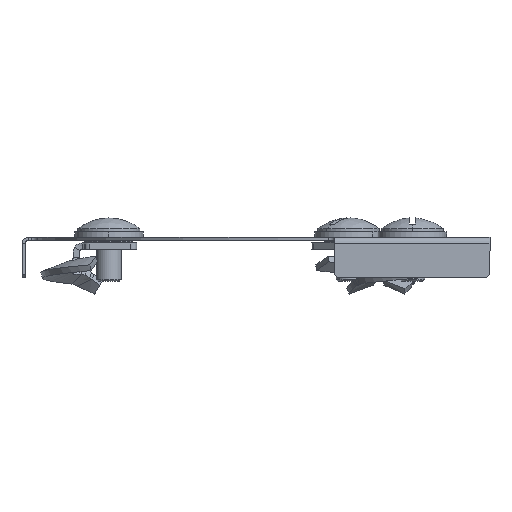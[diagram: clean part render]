
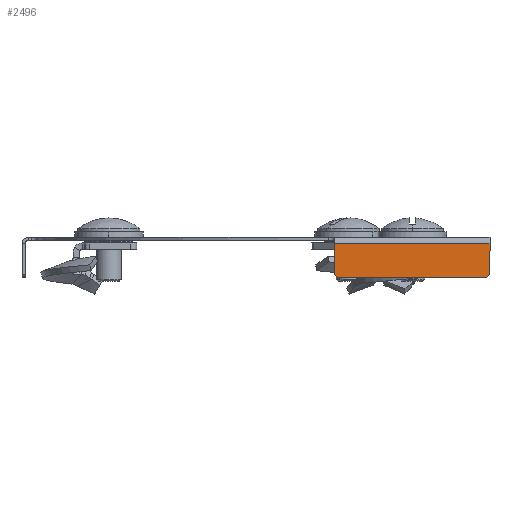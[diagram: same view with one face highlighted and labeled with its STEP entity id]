
A CAD part, left-side view. The second image highlights one B-rep face of the part: STEP entity #2496.
In plain terms, the highlighted planar face has unit normal (-1, 0, 0).
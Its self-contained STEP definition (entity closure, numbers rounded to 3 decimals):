
#87 = VECTOR ( 'NONE', #3249, 1000. ) ;
#396 = VERTEX_POINT ( 'NONE', #1528 ) ;
#529 = AXIS2_PLACEMENT_3D ( 'NONE', #1458, #3532, #3570 ) ;
#605 = DIRECTION ( 'NONE',  ( 0., 0., 1. ) ) ;
#1010 = DIRECTION ( 'NONE',  ( 0., -0.707, -0.707 ) ) ;
#1027 = LINE ( 'NONE', #1738, #87 ) ;
#1072 = CARTESIAN_POINT ( 'NONE',  ( -150.744, 49., -13. ) ) ;
#1458 = CARTESIAN_POINT ( 'NONE',  ( -150.744, 0., -1. ) ) ;
#1528 = CARTESIAN_POINT ( 'NONE',  ( -150.744, 50., -12. ) ) ;
#1653 = CARTESIAN_POINT ( 'NONE',  ( -150.744, -5.5, -6.5 ) ) ;
#1738 = CARTESIAN_POINT ( 'NONE',  ( -150.744, 0., -2. ) ) ;
#1795 = VERTEX_POINT ( 'NONE', #2085 ) ;
#2052 = LINE ( 'NONE', #1653, #5044 ) ;
#2085 = CARTESIAN_POINT ( 'NONE',  ( -150.744, 1., -13. ) ) ;
#2122 = VECTOR ( 'NONE', #605, 1000. ) ;
#2123 = EDGE_CURVE ( 'NONE', #1795, #3143, #2052, .T. ) ;
#2150 = CARTESIAN_POINT ( 'NONE',  ( -150.744, 50., -1. ) ) ;
#2216 = VECTOR ( 'NONE', #1010, 1000. ) ;
#2370 = EDGE_LOOP ( 'NONE', ( #4397, #3152, #6597, #5918, #4726, #4374 ) ) ;
#2373 = LINE ( 'NONE', #2150, #2541 ) ;
#2496 = ADVANCED_FACE ( 'NONE', ( #6336 ), #4035, .T. ) ;
#2500 = EDGE_CURVE ( 'NONE', #396, #2651, #3254, .T. ) ;
#2541 = VECTOR ( 'NONE', #2676, 1000. ) ;
#2551 = CARTESIAN_POINT ( 'NONE',  ( -150.744, 0., -12. ) ) ;
#2598 = CARTESIAN_POINT ( 'NONE',  ( -150.744, 0., -13. ) ) ;
#2625 = EDGE_CURVE ( 'NONE', #3131, #396, #2373, .T. ) ;
#2651 = VERTEX_POINT ( 'NONE', #1072 ) ;
#2672 = CARTESIAN_POINT ( 'NONE',  ( -150.744, 0., -2. ) ) ;
#2676 = DIRECTION ( 'NONE',  ( 0., 0., -1. ) ) ;
#2986 = CARTESIAN_POINT ( 'NONE',  ( -150.744, 50., -2. ) ) ;
#3131 = VERTEX_POINT ( 'NONE', #2986 ) ;
#3143 = VERTEX_POINT ( 'NONE', #2551 ) ;
#3152 = ORIENTED_EDGE ( 'NONE', *, *, #2500, .T. ) ;
#3249 = DIRECTION ( 'NONE',  ( 0., 1., 0. ) ) ;
#3254 = LINE ( 'NONE', #6137, #2216 ) ;
#3256 = VERTEX_POINT ( 'NONE', #2672 ) ;
#3290 = EDGE_CURVE ( 'NONE', #3143, #3256, #4216, .T. ) ;
#3532 = DIRECTION ( 'NONE',  ( -1., 0., 0. ) ) ;
#3570 = DIRECTION ( 'NONE',  ( 0., 0., 1. ) ) ;
#4035 = PLANE ( 'NONE',  #529 ) ;
#4146 = DIRECTION ( 'NONE',  ( 0., -1., 0. ) ) ;
#4216 = LINE ( 'NONE', #5212, #2122 ) ;
#4266 = DIRECTION ( 'NONE',  ( 0., -0.707, 0.707 ) ) ;
#4293 = EDGE_CURVE ( 'NONE', #2651, #1795, #6239, .T. ) ;
#4374 = ORIENTED_EDGE ( 'NONE', *, *, #6567, .T. ) ;
#4397 = ORIENTED_EDGE ( 'NONE', *, *, #2625, .T. ) ;
#4726 = ORIENTED_EDGE ( 'NONE', *, *, #3290, .T. ) ;
#5044 = VECTOR ( 'NONE', #4266, 1000. ) ;
#5212 = CARTESIAN_POINT ( 'NONE',  ( -150.744, 0., -1. ) ) ;
#5918 = ORIENTED_EDGE ( 'NONE', *, *, #2123, .T. ) ;
#5998 = VECTOR ( 'NONE', #4146, 1000. ) ;
#6137 = CARTESIAN_POINT ( 'NONE',  ( -150.744, 30.5, -31.5 ) ) ;
#6239 = LINE ( 'NONE', #2598, #5998 ) ;
#6336 = FACE_OUTER_BOUND ( 'NONE', #2370, .T. ) ;
#6567 = EDGE_CURVE ( 'NONE', #3256, #3131, #1027, .T. ) ;
#6597 = ORIENTED_EDGE ( 'NONE', *, *, #4293, .T. ) ;
